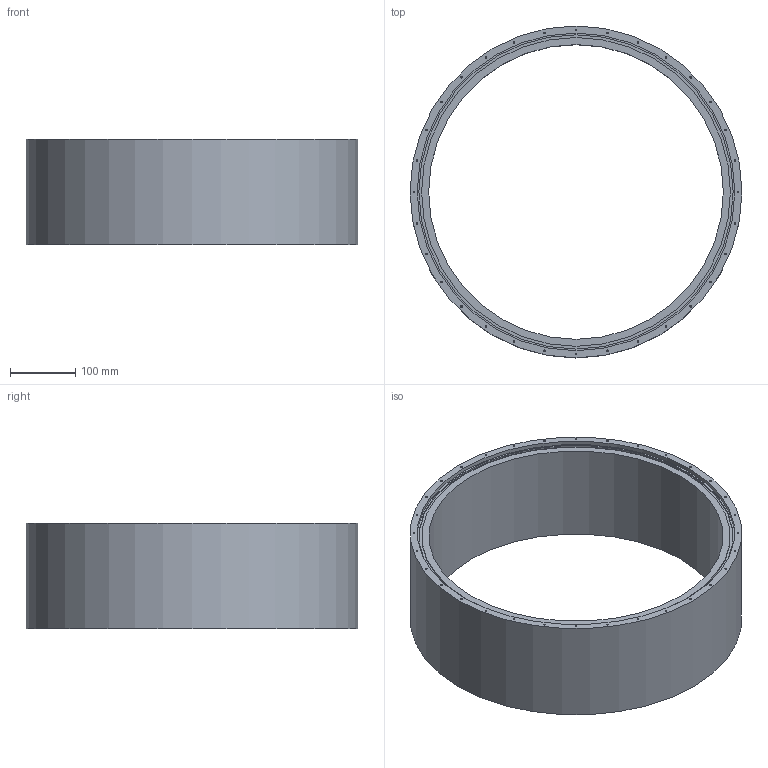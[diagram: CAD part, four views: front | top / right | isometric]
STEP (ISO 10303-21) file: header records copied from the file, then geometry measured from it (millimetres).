
FILE_DESCRIPTION(/* description */ (''),/* implementation_level */ '2;1');
FILE_NAME(/* name */ 'PVC Cylinder (XDE2431) v1.step',/* time_stamp */ '2023-03-15T13:09:15-04:00',/* author */ (''),/* organization */ (''),/* preprocessor_version */ 'ST-DEVELOPER v19.2',/* originating_system */ 'Autodesk Translation Framework v11.17.0.187',/* authorisation */ '');
FILE_SCHEMA (('AUTOMOTIVE_DESIGN { 1 0 10303 214 3 1 1 }'));
Length unit declared in the file: millimetre
Products named in the file (1): PVC Cylinder (XDE2431)
Bounding box: 508 x 508 x 161.77 mm (x, y, z)
Volume: 6745022.8 mm3; surface area: 585993.2 mm2
Topology: 1 solids, 1 shells, 142 faces, 345 edges, 208 vertices
Faces by surface type: cylinder 71, cone 66, plane 5
Full cylindrical faces by diameter (mm): 2.5 x64, 5.05 x2, 451.2 x1, 472.669 x1, 481 x1, 486 x1, 508 x1
Entity records: 3837 total; most frequent: DIRECTION 707, CARTESIAN_POINT 630, ORIENTED_EDGE 558, AXIS2_PLACEMENT_3D 285, EDGE_CURVE 279, EDGE_LOOP 213, VERTEX_POINT 208, FACE_OUTER_BOUND 142
